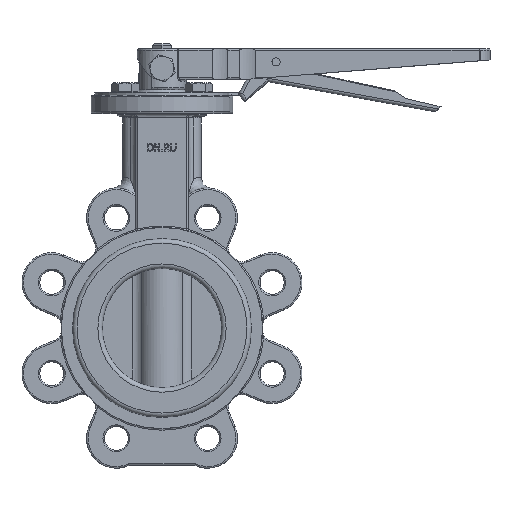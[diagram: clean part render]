
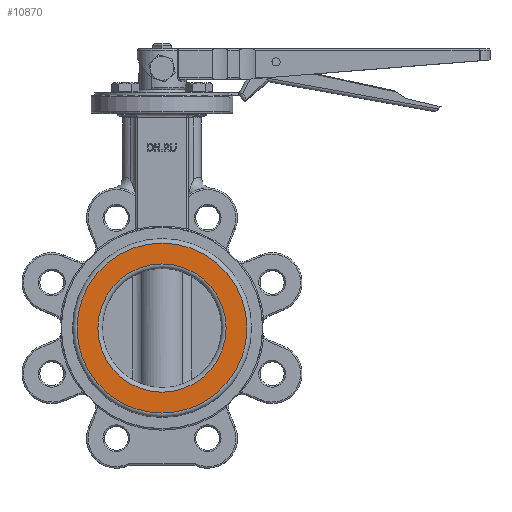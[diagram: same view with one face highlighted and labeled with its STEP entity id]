
A CAD part, top view. The second image highlights one B-rep face of the part: STEP entity #10870.
In plain terms, the highlighted planar face has unit normal (0, 0, 1).
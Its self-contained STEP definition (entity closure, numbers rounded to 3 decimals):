
#512=FACE_BOUND('',#1866,.T.);
#580=PLANE('',#11940);
#1204=FACE_OUTER_BOUND('',#1865,.T.);
#1865=EDGE_LOOP('',(#7934));
#1866=EDGE_LOOP('',(#7935));
#4115=CIRCLE('',#11937,43.);
#4118=CIRCLE('',#11941,57.);
#4746=VERTEX_POINT('',#19289);
#4748=VERTEX_POINT('',#19295);
#5925=EDGE_CURVE('',#4746,#4746,#4115,.T.);
#5928=EDGE_CURVE('',#4748,#4748,#4118,.T.);
#7934=ORIENTED_EDGE('',*,*,#5928,.F.);
#7935=ORIENTED_EDGE('',*,*,#5925,.F.);
#10870=ADVANCED_FACE('',(#1204,#512),#580,.T.);
#11937=AXIS2_PLACEMENT_3D('',#19290,#13719,#13720);
#11940=AXIS2_PLACEMENT_3D('',#19294,#13725,#13726);
#11941=AXIS2_PLACEMENT_3D('',#19296,#13727,#13728);
#13719=DIRECTION('center_axis',(0.,0.,1.));
#13720=DIRECTION('ref_axis',(-1.,0.,0.));
#13725=DIRECTION('center_axis',(0.,0.,1.));
#13726=DIRECTION('ref_axis',(1.,0.,0.));
#13727=DIRECTION('center_axis',(0.,0.,-1.));
#13728=DIRECTION('ref_axis',(-1.,0.,0.));
#19289=CARTESIAN_POINT('',(43.,0.,26.));
#19290=CARTESIAN_POINT('Origin',(0.,0.,26.));
#19294=CARTESIAN_POINT('Origin',(0.,0.,26.));
#19295=CARTESIAN_POINT('',(-57.,0.,26.));
#19296=CARTESIAN_POINT('Origin',(0.,0.,26.));
